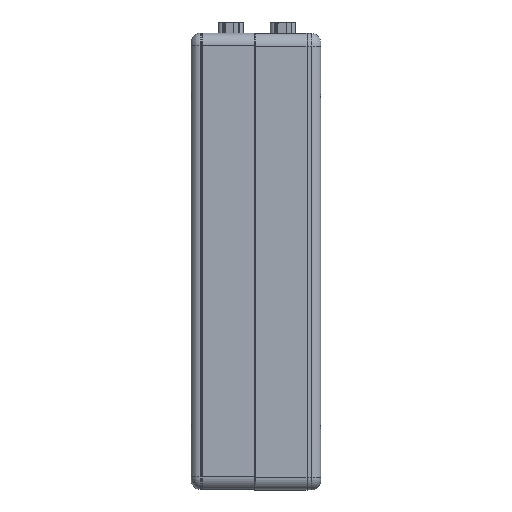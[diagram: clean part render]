
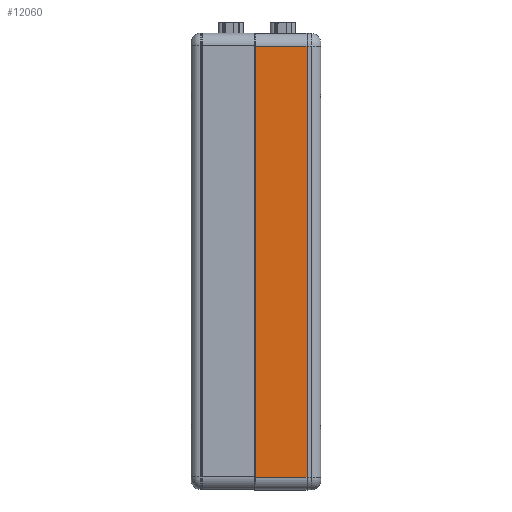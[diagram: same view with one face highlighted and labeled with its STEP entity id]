
A CAD part, left-side view. The second image highlights one B-rep face of the part: STEP entity #12060.
In plain terms, the highlighted face is planar.
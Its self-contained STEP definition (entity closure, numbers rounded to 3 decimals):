
#440 = ORIENTED_EDGE ( 'NONE', *, *, #28381, .T. ) ;
#584 = AXIS2_PLACEMENT_3D ( 'NONE', #26805, #27034, #16067 ) ;
#1871 = VERTEX_POINT ( 'NONE', #40965 ) ;
#3497 = VERTEX_POINT ( 'NONE', #9485 ) ;
#4495 = VERTEX_POINT ( 'NONE', #40538 ) ;
#9485 = CARTESIAN_POINT ( 'NONE',  ( 17.5, 85., -141. ) ) ;
#10238 = CARTESIAN_POINT ( 'NONE',  ( 0.9, 85., -4. ) ) ;
#11516 = VECTOR ( 'NONE', #24957, 1000. ) ;
#12020 = PLANE ( 'NONE',  #584 ) ;
#12060 = ADVANCED_FACE ( 'NONE', ( #34190 ), #12020, .F. ) ;
#12338 = LINE ( 'NONE', #40977, #25298 ) ;
#14876 = DIRECTION ( 'NONE',  ( -1., 0., 0. ) ) ;
#15121 = LINE ( 'NONE', #25612, #26278 ) ;
#16067 = DIRECTION ( 'NONE',  ( 0., 0., -1. ) ) ;
#17166 = DIRECTION ( 'NONE',  ( 0., 0., 1. ) ) ;
#17568 = LINE ( 'NONE', #46447, #11516 ) ;
#20917 = VECTOR ( 'NONE', #17166, 1000. ) ;
#24957 = DIRECTION ( 'NONE',  ( 0., 0., -1. ) ) ;
#25298 = VECTOR ( 'NONE', #41431, 1000. ) ;
#25612 = CARTESIAN_POINT ( 'NONE',  ( 17.6, 85., -141. ) ) ;
#26278 = VECTOR ( 'NONE', #14876, 1000. ) ;
#26493 = EDGE_CURVE ( 'NONE', #3497, #41107, #15121, .T. ) ;
#26805 = CARTESIAN_POINT ( 'NONE',  ( 17.6, 85., -4. ) ) ;
#27034 = DIRECTION ( 'NONE',  ( 0., -1., 0. ) ) ;
#27670 = LINE ( 'NONE', #10238, #20917 ) ;
#28381 = EDGE_CURVE ( 'NONE', #41107, #1871, #27670, .T. ) ;
#34190 = FACE_OUTER_BOUND ( 'NONE', #38976, .T. ) ;
#34237 = ORIENTED_EDGE ( 'NONE', *, *, #36275, .F. ) ;
#36275 = EDGE_CURVE ( 'NONE', #4495, #1871, #12338, .T. ) ;
#38976 = EDGE_LOOP ( 'NONE', ( #34237, #46992, #46424, #440 ) ) ;
#40538 = CARTESIAN_POINT ( 'NONE',  ( 17.5, 85., -4. ) ) ;
#40746 = CARTESIAN_POINT ( 'NONE',  ( 0.9, 85., -141. ) ) ;
#40965 = CARTESIAN_POINT ( 'NONE',  ( 0.9, 85., -4. ) ) ;
#40977 = CARTESIAN_POINT ( 'NONE',  ( 17.6, 85., -4. ) ) ;
#41107 = VERTEX_POINT ( 'NONE', #40746 ) ;
#41431 = DIRECTION ( 'NONE',  ( -1., 0., 0. ) ) ;
#44539 = EDGE_CURVE ( 'NONE', #4495, #3497, #17568, .T. ) ;
#46424 = ORIENTED_EDGE ( 'NONE', *, *, #26493, .T. ) ;
#46447 = CARTESIAN_POINT ( 'NONE',  ( 17.5, 85., -4. ) ) ;
#46992 = ORIENTED_EDGE ( 'NONE', *, *, #44539, .T. ) ;
